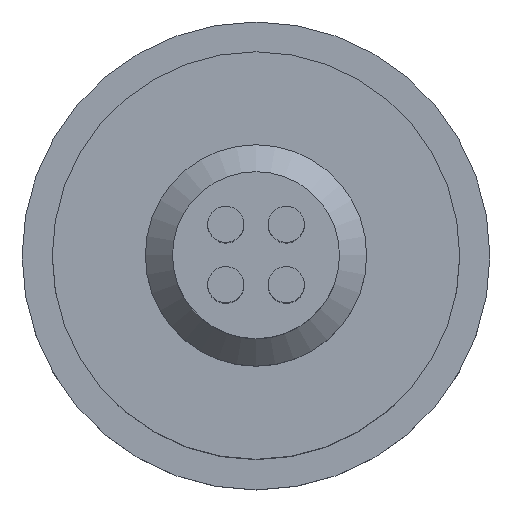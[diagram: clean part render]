
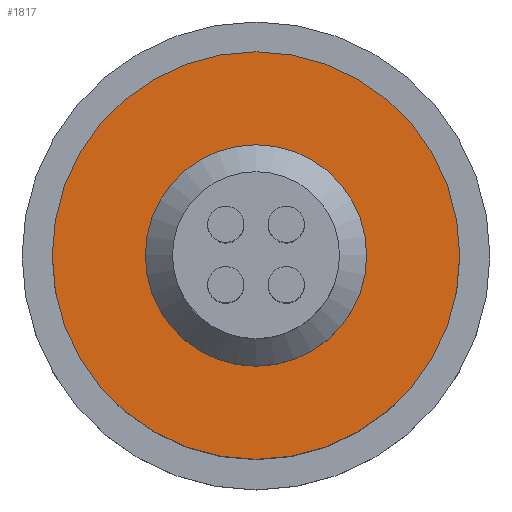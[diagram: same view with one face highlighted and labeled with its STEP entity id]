
A CAD part, top view. The second image highlights one B-rep face of the part: STEP entity #1817.
In plain terms, the highlighted planar face has unit normal (0, 0, 1).
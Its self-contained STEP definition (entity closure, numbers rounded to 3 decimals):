
#449=PLANE($,#1917);
#482=FACE_BOUND($,#712,.T.);
#483=FACE_BOUND($,#713,.T.);
#712=EDGE_LOOP($,(#1609));
#713=EDGE_LOOP($,(#1610));
#734=CIRCLE($,#1849,11.);
#746=CIRCLE($,#1915,20.25);
#762=VERTEX_POINT($,#2308);
#912=VERTEX_POINT($,#3165);
#928=EDGE_CURVE($,#762,#762,#734,.T.);
#1147=EDGE_CURVE($,#912,#912,#746,.T.);
#1609=ORIENTED_EDGE($,*,*,#928,.T.);
#1610=ORIENTED_EDGE($,*,*,#1147,.F.);
#1817=ADVANCED_FACE($,(#482,#483),#449,.F.);
#1849=AXIS2_PLACEMENT_3D($,#2309,#1974,#1975);
#1915=AXIS2_PLACEMENT_3D($,#3166,#2251,#2252);
#1917=AXIS2_PLACEMENT_3D($,#3169,#2255,#2256);
#1974=DIRECTION('center_axis',(0.,0.,-1.));
#1975=DIRECTION('ref_axis',(-1.,0.,0.));
#2251=DIRECTION('center_axis',(0.,0.,-1.));
#2252=DIRECTION('ref_axis',(-1.,0.,0.));
#2255=DIRECTION('center_axis',(0.,0.,-1.));
#2256=DIRECTION('ref_axis',(-1.,0.,0.));
#2308=CARTESIAN_POINT('',(11.,0.,41.));
#2309=CARTESIAN_POINT('Origin',(0.,0.,41.));
#3165=CARTESIAN_POINT('',(20.25,0.,41.));
#3166=CARTESIAN_POINT('Origin',(0.,0.,41.));
#3169=CARTESIAN_POINT('Origin',(0.,0.,41.));
